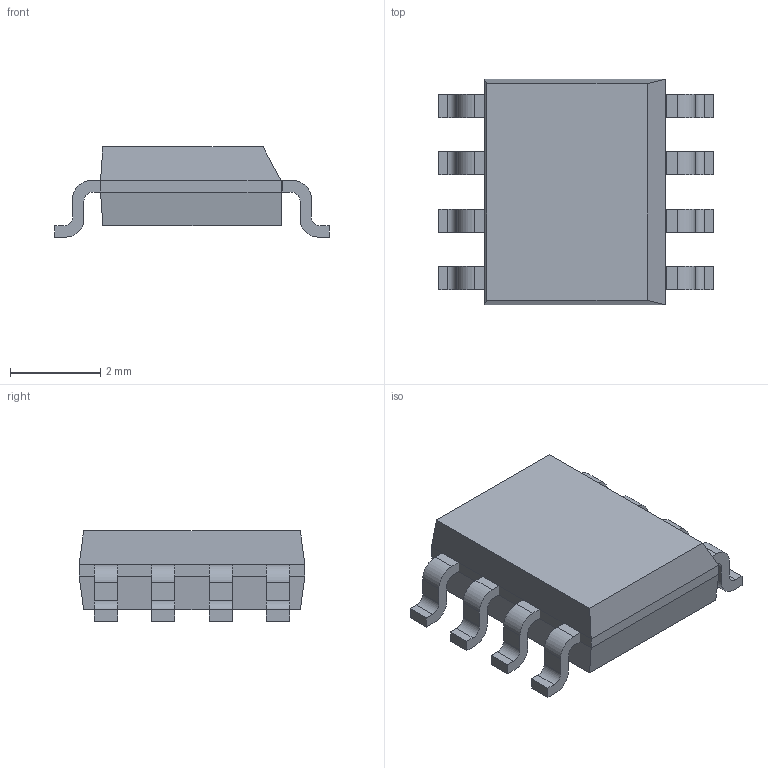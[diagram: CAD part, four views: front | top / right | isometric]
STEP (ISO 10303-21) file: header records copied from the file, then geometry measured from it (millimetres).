
FILE_DESCRIPTION(('FreeCAD Model'),'2;1');
FILE_NAME('soic-8-n.stp', '2015-11-29T16:31:19',('Author'),(''), 'Open CASCADE STEP processor 6.7','FreeCAD','Unknown');
FILE_SCHEMA(('AUTOMOTIVE_DESIGN_CC2 { 1 2 10303 214 -1 1 5 4 }'));
Length unit declared in the file: millimetre
Products named in the file (4): ASSEMBLY; Chamfer; Array_(Mirror_#1); Array
Assembly tree (3 placements, depth 2):
  ASSEMBLY
    Chamfer
    Array_(Mirror_#1)
    Array
Bounding box: 6.08 x 5 x 2 mm (x, y, z)
Volume: 35.3 mm3; surface area: 91.3 mm2
Topology: 9 solids, 9 shells, 126 faces, 318 edges, 210 vertices
Faces by surface type: plane 94, cylinder 32
Entity records: 8122 total; most frequent: CARTESIAN_POINT 1486, DIRECTION 1246, LINE 826, VECTOR 826, ORIENTED_EDGE 636, PCURVE 636, DEFINITIONAL_REPRESENTATION 636, EDGE_CURVE 318
